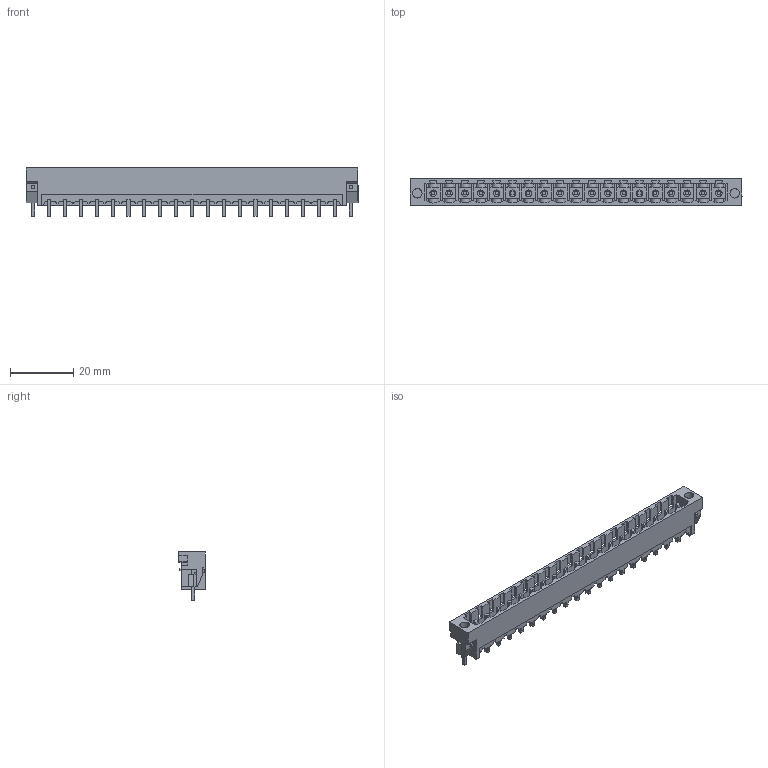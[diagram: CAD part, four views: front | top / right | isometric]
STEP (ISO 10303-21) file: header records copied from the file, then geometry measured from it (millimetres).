
FILE_DESCRIPTION(('CATIA V5 STEP Exchange','CAx-IF Rec.Pracs.--- Model Styling and Organization---1.2---2011-12-15'),'2;1');
FILE_NAME ('D1457173_0_1841560000_1841560000.stp','2018-04-12T04:49:09+00:00',('none'),('Weidmueller'),'CATIA Version 5-6 Release 2014','CATIA V5 STEP AP214','none');
FILE_SCHEMA(('AUTOMOTIVE_DESIGN { 1 0 10303 214 1 1 1 1 }'));
Length unit declared in the file: millimetre
Products named in the file (1): 1841560000
Bounding box: 104.6 x 8.43 x 15.2 mm (x, y, z)
Volume: 3903.4 mm3; surface area: 9089.8 mm2
Topology: 22 solids, 22 shells, 1276 faces, 3814 edges, 2546 vertices
Faces by surface type: plane 1069, cylinder 207
Entity records: 40192 total; most frequent: CARTESIAN_POINT 8207, ORIENTED_EDGE 7628, DIRECTION 5084, EDGE_CURVE 3814, VECTOR 3220, LINE 3220, VERTEX_POINT 2546, EDGE_LOOP 1320
